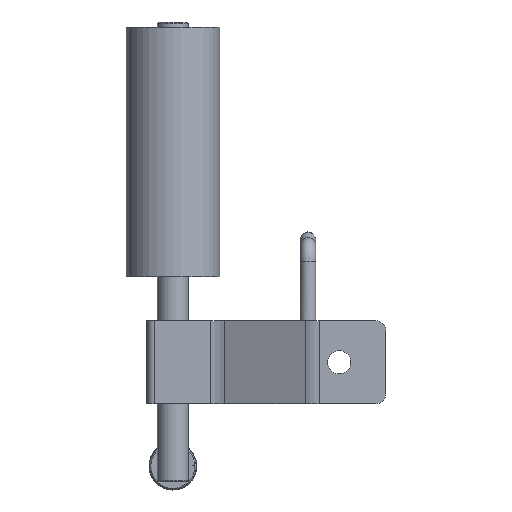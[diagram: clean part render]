
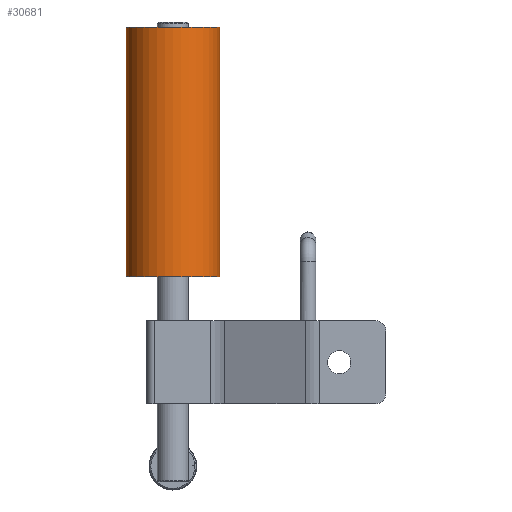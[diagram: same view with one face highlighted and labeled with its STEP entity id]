
A CAD part, front view. The second image highlights one B-rep face of the part: STEP entity #30681.
In plain terms, the highlighted cylindrical face has radius 28.575 mm (diameter 57.15 mm), a full revolution.
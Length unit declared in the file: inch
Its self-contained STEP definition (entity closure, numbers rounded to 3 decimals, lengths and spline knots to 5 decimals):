
#338=FACE_BOUND('',#11556,.T.);
#6794=CYLINDRICAL_SURFACE('',#33662,1.125);
#9658=FACE_OUTER_BOUND('',#11555,.T.);
#11555=EDGE_LOOP('',(#29050));
#11556=EDGE_LOOP('',(#29051));
#12865=CIRCLE('',#33663,1.125);
#12866=CIRCLE('',#33664,1.125);
#15982=VERTEX_POINT('',#52972);
#15983=VERTEX_POINT('',#52974);
#20342=EDGE_CURVE('',#15982,#15982,#12865,.T.);
#20343=EDGE_CURVE('',#15983,#15983,#12866,.T.);
#29050=ORIENTED_EDGE('',*,*,#20342,.F.);
#29051=ORIENTED_EDGE('',*,*,#20343,.T.);
#30681=ADVANCED_FACE('',(#9658,#338),#6794,.T.);
#33662=AXIS2_PLACEMENT_3D('',#52971,#42432,#42433);
#33663=AXIS2_PLACEMENT_3D('',#52973,#42434,#42435);
#33664=AXIS2_PLACEMENT_3D('',#52975,#42436,#42437);
#42432=DIRECTION('center_axis',(-1.,0.,0.));
#42433=DIRECTION('ref_axis',(0.,-1.,0.));
#42434=DIRECTION('center_axis',(-1.,0.,0.));
#42435=DIRECTION('ref_axis',(0.,-1.,0.));
#42436=DIRECTION('center_axis',(-1.,0.,0.));
#42437=DIRECTION('ref_axis',(0.,-1.,0.));
#52971=CARTESIAN_POINT('Origin',(0.,0.,0.));
#52972=CARTESIAN_POINT('',(-6.,1.125,0.));
#52973=CARTESIAN_POINT('Origin',(-6.,0.,0.));
#52974=CARTESIAN_POINT('',(0.,1.125,0.));
#52975=CARTESIAN_POINT('Origin',(0.,0.,0.));
